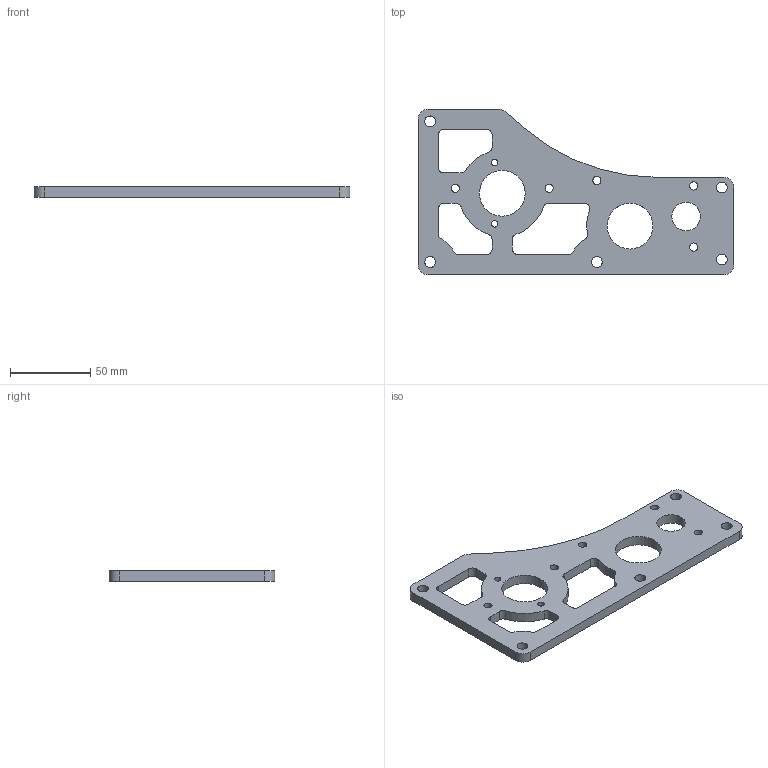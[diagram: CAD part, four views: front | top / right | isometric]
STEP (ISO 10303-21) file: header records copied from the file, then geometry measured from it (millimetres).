
FILE_DESCRIPTION (( 'STEP AP214' ), '1' );
FILE_NAME ('am-3346 Winch Plate for Afterburner.STEP', '2016-01-04T21:37:13', ( '' ), ( '' ), 'SwSTEP 2.0', 'SolidWorks 2014', '' );
FILE_SCHEMA (( 'AUTOMOTIVE_DESIGN' ));
Length unit declared in the file: inch
Products named in the file (1): am-3346 Winch Plate for Afterburner
Bounding box: 196.85 x 103.19 x 6.35 mm (x, y, z)
Volume: 69932.7 mm3; surface area: 30664.5 mm2
Topology: 1 solids, 1 shells, 80 faces, 234 edges, 156 vertices
Faces by surface type: cylinder 61, plane 19
Entity records: 2884 total; most frequent: DIRECTION 518, CARTESIAN_POINT 471, ORIENTED_EDGE 468, EDGE_CURVE 234, AXIS2_PLACEMENT_3D 203, VERTEX_POINT 156, CIRCLE 122, EDGE_LOOP 116
